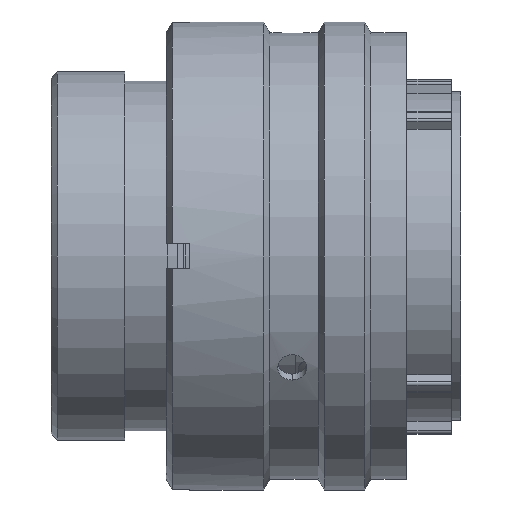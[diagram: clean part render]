
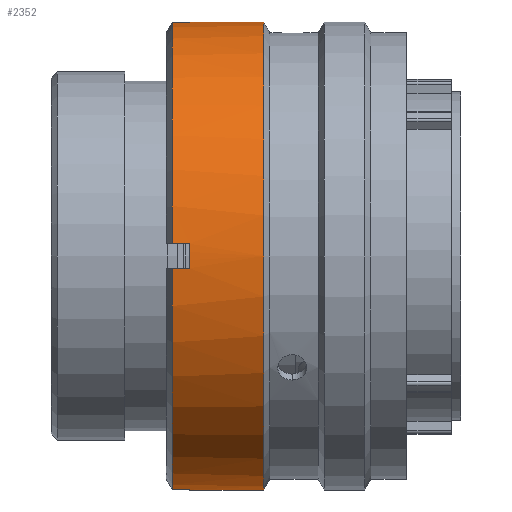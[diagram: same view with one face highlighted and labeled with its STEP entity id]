
A CAD part, front view. The second image highlights one B-rep face of the part: STEP entity #2352.
In plain terms, the highlighted cylindrical face has radius 19.05 mm (diameter 38.1 mm), a partial arc.
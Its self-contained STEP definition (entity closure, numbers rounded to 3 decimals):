
#1856 = CARTESIAN_POINT ( 'NONE',  ( 11.278, 0., 19.05 ) ) ;
#2081 = ORIENTED_EDGE ( 'NONE', *, *, #89350, .T. ) ;
#2352 = ADVANCED_FACE ( 'NONE', ( #30842 ), #57348, .T. ) ;
#4691 = ORIENTED_EDGE ( 'NONE', *, *, #51719, .T. ) ;
#6816 = EDGE_CURVE ( 'NONE', #29742, #84678, #64035, .T. ) ;
#7451 = CARTESIAN_POINT ( 'NONE',  ( 9.878, -19.024, 1. ) ) ;
#7738 = DIRECTION ( 'NONE',  ( -1., 0., 0. ) ) ;
#9025 = CARTESIAN_POINT ( 'NONE',  ( 9.878, 0., 0. ) ) ;
#11148 = EDGE_CURVE ( 'NONE', #20193, #26324, #69958, .T. ) ;
#11218 = ORIENTED_EDGE ( 'NONE', *, *, #36177, .F. ) ;
#12950 = CARTESIAN_POINT ( 'NONE',  ( 28.928, -1., -19.024 ) ) ;
#13324 = VECTOR ( 'NONE', #27061, 1000. ) ;
#17308 = CIRCLE ( 'NONE', #27127, 19.05 ) ;
#17347 = AXIS2_PLACEMENT_3D ( 'NONE', #80887, #81820, #32644 ) ;
#18041 = EDGE_CURVE ( 'NONE', #58238, #27695, #39778, .T. ) ;
#18987 = DIRECTION ( 'NONE',  ( 1., 0., 0. ) ) ;
#20193 = VERTEX_POINT ( 'NONE', #52829 ) ;
#21537 = AXIS2_PLACEMENT_3D ( 'NONE', #9025, #86004, #37100 ) ;
#22196 = CARTESIAN_POINT ( 'NONE',  ( 11.278, -19.024, -1. ) ) ;
#24561 = ORIENTED_EDGE ( 'NONE', *, *, #18041, .T. ) ;
#26324 = VERTEX_POINT ( 'NONE', #22196 ) ;
#26859 = CARTESIAN_POINT ( 'NONE',  ( 28.928, -19.024, -1. ) ) ;
#27046 = CARTESIAN_POINT ( 'NONE',  ( 9.878, -19.024, -1. ) ) ;
#27061 = DIRECTION ( 'NONE',  ( 1., 0., 0. ) ) ;
#27127 = AXIS2_PLACEMENT_3D ( 'NONE', #54694, #81962, #39559 ) ;
#27623 = EDGE_CURVE ( 'NONE', #28315, #38682, #90928, .T. ) ;
#27629 = DIRECTION ( 'NONE',  ( 1., 0., 0. ) ) ;
#27695 = VERTEX_POINT ( 'NONE', #63922 ) ;
#27783 = AXIS2_PLACEMENT_3D ( 'NONE', #42612, #35803, #36690 ) ;
#28315 = VERTEX_POINT ( 'NONE', #28611 ) ;
#28611 = CARTESIAN_POINT ( 'NONE',  ( 9.878, -1., -19.024 ) ) ;
#29742 = VERTEX_POINT ( 'NONE', #64971 ) ;
#29891 = CARTESIAN_POINT ( 'NONE',  ( 11.278, 0., -19.05 ) ) ;
#30842 = FACE_OUTER_BOUND ( 'NONE', #72176, .T. ) ;
#31607 = LINE ( 'NONE', #50379, #87997 ) ;
#32042 = VERTEX_POINT ( 'NONE', #74724 ) ;
#32644 = DIRECTION ( 'NONE',  ( 0., 0., 1. ) ) ;
#33004 = ORIENTED_EDGE ( 'NONE', *, *, #6816, .T. ) ;
#33974 = DIRECTION ( 'NONE',  ( -1., 0., 0. ) ) ;
#35803 = DIRECTION ( 'NONE',  ( 1., 0., 0. ) ) ;
#35988 = DIRECTION ( 'NONE',  ( 0., 0., 1. ) ) ;
#36177 = EDGE_CURVE ( 'NONE', #32042, #27695, #68405, .T. ) ;
#36180 = EDGE_CURVE ( 'NONE', #26324, #79619, #70642, .T. ) ;
#36232 = AXIS2_PLACEMENT_3D ( 'NONE', #73978, #18987, #38739 ) ;
#36690 = DIRECTION ( 'NONE',  ( 0., 0., -1. ) ) ;
#37100 = DIRECTION ( 'NONE',  ( 0., 0., -1. ) ) ;
#38682 = VERTEX_POINT ( 'NONE', #54501 ) ;
#38739 = DIRECTION ( 'NONE',  ( 0., 0., -1. ) ) ;
#39559 = DIRECTION ( 'NONE',  ( 0., 0., 1. ) ) ;
#39778 = LINE ( 'NONE', #70940, #60162 ) ;
#40746 = ORIENTED_EDGE ( 'NONE', *, *, #66638, .T. ) ;
#40814 = VECTOR ( 'NONE', #7738, 1000. ) ;
#41926 = AXIS2_PLACEMENT_3D ( 'NONE', #91594, #27629, #35988 ) ;
#42612 = CARTESIAN_POINT ( 'NONE',  ( 28.928, 0., 0. ) ) ;
#47428 = VERTEX_POINT ( 'NONE', #1856 ) ;
#50379 = CARTESIAN_POINT ( 'NONE',  ( 28.928, 0., 19.05 ) ) ;
#50731 = VECTOR ( 'NONE', #33974, 1000. ) ;
#51229 = CARTESIAN_POINT ( 'NONE',  ( 28.928, -1., 19.024 ) ) ;
#51719 = EDGE_CURVE ( 'NONE', #38682, #58238, #75926, .T. ) ;
#52829 = CARTESIAN_POINT ( 'NONE',  ( 11.278, -19.024, 1. ) ) ;
#54501 = CARTESIAN_POINT ( 'NONE',  ( 11.278, -1., -19.024 ) ) ;
#54694 = CARTESIAN_POINT ( 'NONE',  ( 11.278, 0., 0. ) ) ;
#54964 = CARTESIAN_POINT ( 'NONE',  ( 17.298, 0., 0. ) ) ;
#57012 = EDGE_CURVE ( 'NONE', #47428, #32042, #31607, .T. ) ;
#57348 = CYLINDRICAL_SURFACE ( 'NONE', #27783, 19.05 ) ;
#58238 = VERTEX_POINT ( 'NONE', #29891 ) ;
#59939 = VECTOR ( 'NONE', #62417, 1000. ) ;
#60162 = VECTOR ( 'NONE', #69711, 1000. ) ;
#62417 = DIRECTION ( 'NONE',  ( 1., 0., 0. ) ) ;
#63922 = CARTESIAN_POINT ( 'NONE',  ( 17.298, 0., -19.05 ) ) ;
#64035 = LINE ( 'NONE', #51229, #40814 ) ;
#64265 = LINE ( 'NONE', #68457, #13324 ) ;
#64971 = CARTESIAN_POINT ( 'NONE',  ( 11.278, -1., 19.024 ) ) ;
#65197 = ORIENTED_EDGE ( 'NONE', *, *, #11148, .T. ) ;
#65415 = EDGE_CURVE ( 'NONE', #84678, #71623, #86813, .T. ) ;
#65681 = EDGE_CURVE ( 'NONE', #79619, #28315, #80180, .T. ) ;
#66638 = EDGE_CURVE ( 'NONE', #71623, #20193, #64265, .T. ) ;
#68405 = CIRCLE ( 'NONE', #77923, 19.05 ) ;
#68457 = CARTESIAN_POINT ( 'NONE',  ( 28.928, -19.024, 1. ) ) ;
#69711 = DIRECTION ( 'NONE',  ( 1., 0., 0. ) ) ;
#69824 = ORIENTED_EDGE ( 'NONE', *, *, #57012, .F. ) ;
#69958 = CIRCLE ( 'NONE', #41926, 19.05 ) ;
#70642 = LINE ( 'NONE', #26859, #50731 ) ;
#70940 = CARTESIAN_POINT ( 'NONE',  ( 28.928, 0., -19.05 ) ) ;
#71623 = VERTEX_POINT ( 'NONE', #7451 ) ;
#72176 = EDGE_LOOP ( 'NONE', ( #69824, #2081, #33004, #89504, #40746, #65197, #78876, #91197, #75927, #4691, #24561, #11218 ) ) ;
#73673 = CARTESIAN_POINT ( 'NONE',  ( 9.878, -1., 19.024 ) ) ;
#73978 = CARTESIAN_POINT ( 'NONE',  ( 9.878, 0., 0. ) ) ;
#74724 = CARTESIAN_POINT ( 'NONE',  ( 17.298, 0., 19.05 ) ) ;
#75926 = CIRCLE ( 'NONE', #17347, 19.05 ) ;
#75927 = ORIENTED_EDGE ( 'NONE', *, *, #27623, .T. ) ;
#76254 = DIRECTION ( 'NONE',  ( 0., 0., -1. ) ) ;
#77923 = AXIS2_PLACEMENT_3D ( 'NONE', #54964, #90818, #76254 ) ;
#78876 = ORIENTED_EDGE ( 'NONE', *, *, #36180, .T. ) ;
#79128 = DIRECTION ( 'NONE',  ( 1., 0., 0. ) ) ;
#79619 = VERTEX_POINT ( 'NONE', #27046 ) ;
#80180 = CIRCLE ( 'NONE', #21537, 19.05 ) ;
#80887 = CARTESIAN_POINT ( 'NONE',  ( 11.278, 0., 0. ) ) ;
#81820 = DIRECTION ( 'NONE',  ( 1., 0., 0. ) ) ;
#81962 = DIRECTION ( 'NONE',  ( 1., 0., 0. ) ) ;
#84678 = VERTEX_POINT ( 'NONE', #73673 ) ;
#86004 = DIRECTION ( 'NONE',  ( 1., 0., 0. ) ) ;
#86813 = CIRCLE ( 'NONE', #36232, 19.05 ) ;
#87997 = VECTOR ( 'NONE', #79128, 1000. ) ;
#89350 = EDGE_CURVE ( 'NONE', #47428, #29742, #17308, .T. ) ;
#89504 = ORIENTED_EDGE ( 'NONE', *, *, #65415, .T. ) ;
#90818 = DIRECTION ( 'NONE',  ( 1., 0., 0. ) ) ;
#90928 = LINE ( 'NONE', #12950, #59939 ) ;
#91197 = ORIENTED_EDGE ( 'NONE', *, *, #65681, .T. ) ;
#91594 = CARTESIAN_POINT ( 'NONE',  ( 11.278, 0., 0. ) ) ;
